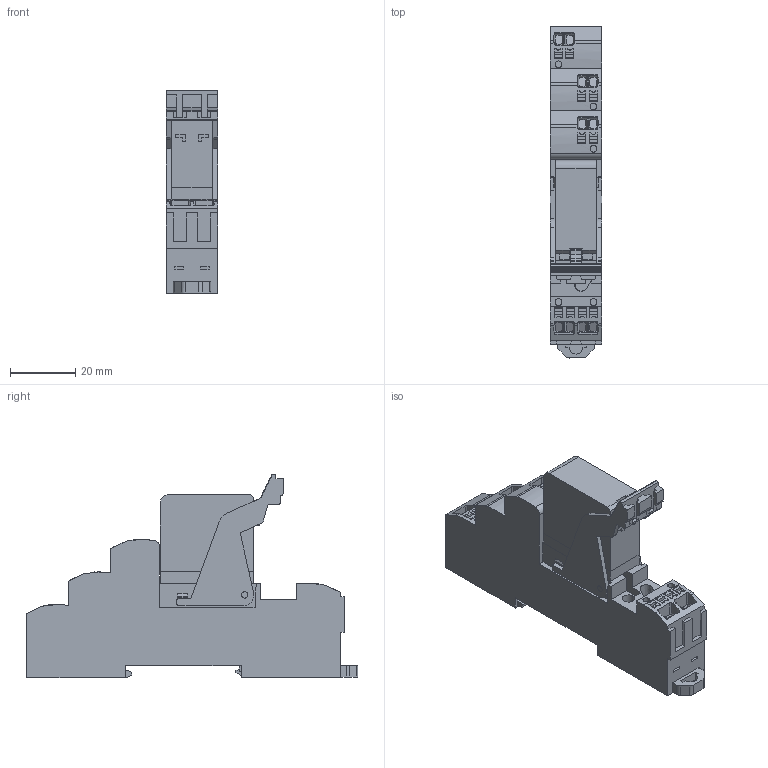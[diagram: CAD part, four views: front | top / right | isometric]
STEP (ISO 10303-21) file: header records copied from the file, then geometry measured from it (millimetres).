
FILE_DESCRIPTION(('CATIA V5R24 STEP','CAx-IF Rec.Pracs.--- Model Styling and Organization---1.2---2011-12-15'),'2;1');
FILE_NAME ('D1342856_1', '2018-09-27T11:39:51+00:00', ('Weidmueller Interface'), ('Weidmueller'), 'CATIA Version 5-6 Release 2014 SP4', 'CATIA V5 STEP AP214', 'none');
FILE_SCHEMA(('AUTOMOTIVE_DESIGN { 1 0 10303 214 1 1 1 1 }'));
Length unit declared in the file: millimetre
Products named in the file (1): 2575980000
Bounding box: 15.85 x 102.05 x 62.71 mm (x, y, z)
Volume: 53427.5 mm3; surface area: 22081.9 mm2
Topology: 20 solids, 20 shells, 898 faces, 2685 edges, 1862 vertices
Faces by surface type: plane 708, cylinder 168, extrusion 22
Entity records: 32348 total; most frequent: CARTESIAN_POINT 8087, ORIENTED_EDGE 5370, DIRECTION 3914, EDGE_CURVE 2685, VECTOR 2066, LINE 2044, VERTEX_POINT 1862, AXIS2_PLACEMENT_3D 1081
